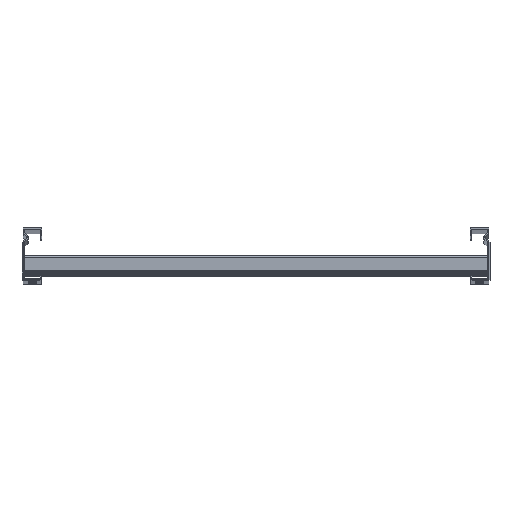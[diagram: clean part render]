
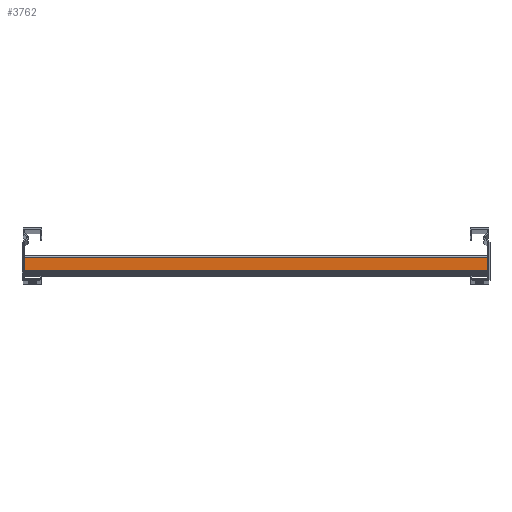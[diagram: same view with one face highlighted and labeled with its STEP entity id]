
A CAD part, top view. The second image highlights one B-rep face of the part: STEP entity #3762.
In plain terms, the highlighted face is planar.
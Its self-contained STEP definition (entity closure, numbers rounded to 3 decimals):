
#102 = PLANE ( 'NONE',  #3141 ) ;
#183 = CARTESIAN_POINT ( 'NONE',  ( 18., 15.5, -249. ) ) ;
#508 = ORIENTED_EDGE ( 'NONE', *, *, #3594, .F. ) ;
#790 = DIRECTION ( 'NONE',  ( 0., 0., -1. ) ) ;
#796 = LINE ( 'NONE', #8975, #9221 ) ;
#1064 = ORIENTED_EDGE ( 'NONE', *, *, #6713, .T. ) ;
#1937 = VERTEX_POINT ( 'NONE', #183 ) ;
#2030 = CARTESIAN_POINT ( 'NONE',  ( 18., 2.5, 249. ) ) ;
#2217 = ORIENTED_EDGE ( 'NONE', *, *, #5675, .F. ) ;
#2303 = VERTEX_POINT ( 'NONE', #6340 ) ;
#2775 = LINE ( 'NONE', #8670, #6862 ) ;
#3141 = AXIS2_PLACEMENT_3D ( 'NONE', #6522, #8098, #790 ) ;
#3439 = EDGE_LOOP ( 'NONE', ( #2217, #508, #4905, #1064 ) ) ;
#3594 = EDGE_CURVE ( 'NONE', #8356, #1937, #2775, .T. ) ;
#3762 = ADVANCED_FACE ( 'NONE', ( #4568 ), #102, .T. ) ;
#4568 = FACE_OUTER_BOUND ( 'NONE', #3439, .T. ) ;
#4905 = ORIENTED_EDGE ( 'NONE', *, *, #6917, .T. ) ;
#5139 = VECTOR ( 'NONE', #10238, 1000. ) ;
#5147 = VECTOR ( 'NONE', #5328, 1000. ) ;
#5328 = DIRECTION ( 'NONE',  ( 0., -1., 0. ) ) ;
#5661 = LINE ( 'NONE', #8512, #5147 ) ;
#5675 = EDGE_CURVE ( 'NONE', #1937, #2303, #5661, .T. ) ;
#6340 = CARTESIAN_POINT ( 'NONE',  ( 18., 2.5, -249. ) ) ;
#6522 = CARTESIAN_POINT ( 'NONE',  ( 18., 18., 249. ) ) ;
#6713 = EDGE_CURVE ( 'NONE', #7341, #2303, #9105, .T. ) ;
#6862 = VECTOR ( 'NONE', #9501, 1000. ) ;
#6917 = EDGE_CURVE ( 'NONE', #8356, #7341, #796, .T. ) ;
#7341 = VERTEX_POINT ( 'NONE', #2030 ) ;
#8098 = DIRECTION ( 'NONE',  ( 1., 0., 0. ) ) ;
#8356 = VERTEX_POINT ( 'NONE', #10003 ) ;
#8512 = CARTESIAN_POINT ( 'NONE',  ( 18., 18., -249. ) ) ;
#8670 = CARTESIAN_POINT ( 'NONE',  ( 18., 15.5, 249. ) ) ;
#8975 = CARTESIAN_POINT ( 'NONE',  ( 18., 18., 249. ) ) ;
#9105 = LINE ( 'NONE', #9469, #5139 ) ;
#9221 = VECTOR ( 'NONE', #10432, 1000. ) ;
#9469 = CARTESIAN_POINT ( 'NONE',  ( 18., 2.5, 249. ) ) ;
#9501 = DIRECTION ( 'NONE',  ( 0., 0., -1. ) ) ;
#10003 = CARTESIAN_POINT ( 'NONE',  ( 18., 15.5, 249. ) ) ;
#10238 = DIRECTION ( 'NONE',  ( 0., 0., -1. ) ) ;
#10432 = DIRECTION ( 'NONE',  ( 0., -1., 0. ) ) ;
